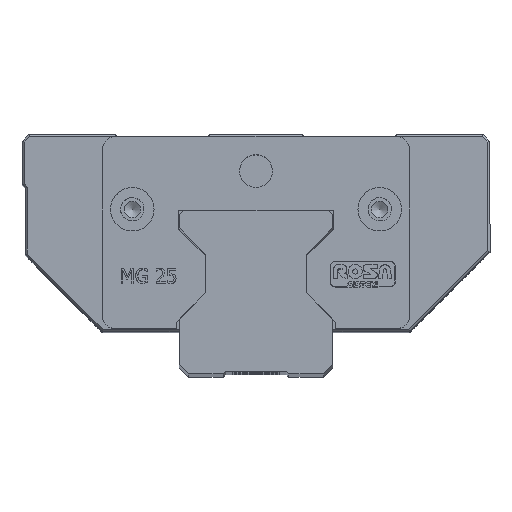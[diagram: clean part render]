
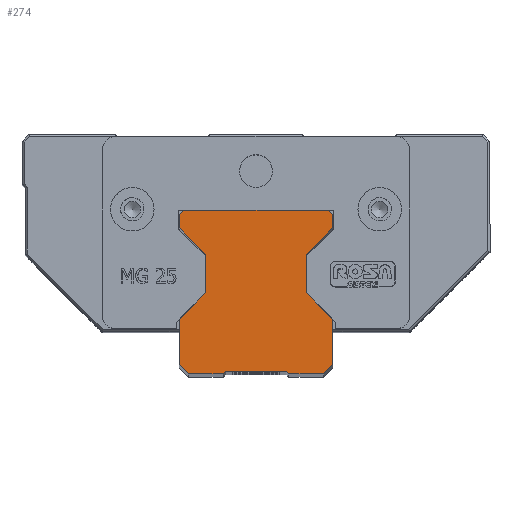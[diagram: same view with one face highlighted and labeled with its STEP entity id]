
A CAD part, top view. The second image highlights one B-rep face of the part: STEP entity #274.
In plain terms, the highlighted planar face has unit normal (0, 0, 1).
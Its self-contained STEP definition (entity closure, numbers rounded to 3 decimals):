
#107=CARTESIAN_POINT('',(2.364,2.444,298.));
#108=DIRECTION('',(0.0,0.0,1.0));
#109=DIRECTION('',(1.0,0.0,0.0));
#110=AXIS2_PLACEMENT_3D('',#107,#108,#109);
#111=PLANE('',#110);
#112=CARTESIAN_POINT('',(6.864,-9.694,298.));
#113=VERTEX_POINT('',#112);
#114=CARTESIAN_POINT('',(-2.136,-9.694,298.));
#115=VERTEX_POINT('',#114);
#116=CARTESIAN_POINT('',(6.864,-9.694,298.));
#117=DIRECTION('',(-1.0,0.0,0.0));
#118=VECTOR('',#117,9.0);
#119=LINE('',#116,#118);
#120=EDGE_CURVE('',#113,#115,#119,.T.);
#121=ORIENTED_EDGE('',*,*,#120,.F.);
#122=CARTESIAN_POINT('',(7.264,-10.094,298.));
#123=VERTEX_POINT('',#122);
#124=CARTESIAN_POINT('',(7.264,-10.094,298.));
#125=DIRECTION('',(-0.707,0.707,0.0));
#126=VECTOR('',#125,0.566);
#127=LINE('',#124,#126);
#128=EDGE_CURVE('',#123,#113,#127,.T.);
#129=ORIENTED_EDGE('',*,*,#128,.F.);
#130=CARTESIAN_POINT('',(12.464,-10.094,298.));
#131=VERTEX_POINT('',#130);
#132=CARTESIAN_POINT('',(12.464,-10.094,298.));
#133=DIRECTION('',(-1.0,0.0,0.0));
#134=VECTOR('',#133,5.2);
#135=LINE('',#132,#134);
#136=EDGE_CURVE('',#131,#123,#135,.T.);
#137=ORIENTED_EDGE('',*,*,#136,.F.);
#138=CARTESIAN_POINT('',(13.864,-8.694,298.));
#139=VERTEX_POINT('',#138);
#140=CARTESIAN_POINT('',(13.864,-8.694,298.));
#141=DIRECTION('',(-0.707,-0.707,0.0));
#142=VECTOR('',#141,1.98);
#143=LINE('',#140,#142);
#144=EDGE_CURVE('',#139,#131,#143,.T.);
#145=ORIENTED_EDGE('',*,*,#144,.F.);
#146=CARTESIAN_POINT('',(13.864,-1.947,298.));
#147=VERTEX_POINT('',#146);
#148=CARTESIAN_POINT('',(13.864,-1.947,298.));
#149=DIRECTION('',(0.0,-1.0,0.0));
#150=VECTOR('',#149,6.747);
#151=LINE('',#148,#150);
#152=EDGE_CURVE('',#147,#139,#151,.T.);
#153=ORIENTED_EDGE('',*,*,#152,.F.);
#154=CARTESIAN_POINT('',(9.864,2.053,298.));
#155=VERTEX_POINT('',#154);
#156=CARTESIAN_POINT('',(9.864,2.053,298.));
#157=DIRECTION('',(0.707,-0.707,0.0));
#158=VECTOR('',#157,5.657);
#159=LINE('',#156,#158);
#160=EDGE_CURVE('',#155,#147,#159,.T.);
#161=ORIENTED_EDGE('',*,*,#160,.F.);
#162=CARTESIAN_POINT('',(9.864,7.759,298.));
#163=VERTEX_POINT('',#162);
#164=CARTESIAN_POINT('',(9.864,7.759,298.));
#165=DIRECTION('',(0.0,-1.0,0.0));
#166=VECTOR('',#165,5.706);
#167=LINE('',#164,#166);
#168=EDGE_CURVE('',#163,#155,#167,.T.);
#169=ORIENTED_EDGE('',*,*,#168,.F.);
#170=CARTESIAN_POINT('',(13.864,11.759,298.));
#171=VERTEX_POINT('',#170);
#172=CARTESIAN_POINT('',(13.864,11.759,298.));
#173=DIRECTION('',(-0.707,-0.707,0.0));
#174=VECTOR('',#173,5.657);
#175=LINE('',#172,#174);
#176=EDGE_CURVE('',#171,#163,#175,.T.);
#177=ORIENTED_EDGE('',*,*,#176,.F.);
#178=CARTESIAN_POINT('',(13.864,13.706,298.));
#179=VERTEX_POINT('',#178);
#180=CARTESIAN_POINT('',(13.864,13.706,298.));
#181=DIRECTION('',(0.0,-1.0,0.0));
#182=VECTOR('',#181,1.947);
#183=LINE('',#180,#182);
#184=EDGE_CURVE('',#179,#171,#183,.T.);
#185=ORIENTED_EDGE('',*,*,#184,.F.);
#186=CARTESIAN_POINT('',(13.164,14.406,298.));
#187=VERTEX_POINT('',#186);
#188=CARTESIAN_POINT('',(13.164,14.406,298.));
#189=DIRECTION('',(0.707,-0.707,0.0));
#190=VECTOR('',#189,0.99);
#191=LINE('',#188,#190);
#192=EDGE_CURVE('',#187,#179,#191,.T.);
#193=ORIENTED_EDGE('',*,*,#192,.F.);
#194=CARTESIAN_POINT('',(-8.436,14.406,298.));
#195=VERTEX_POINT('',#194);
#196=CARTESIAN_POINT('',(-8.436,14.406,298.));
#197=DIRECTION('',(1.0,0.0,0.0));
#198=VECTOR('',#197,21.6);
#199=LINE('',#196,#198);
#200=EDGE_CURVE('',#195,#187,#199,.T.);
#201=ORIENTED_EDGE('',*,*,#200,.F.);
#202=CARTESIAN_POINT('',(-9.136,13.706,298.));
#203=VERTEX_POINT('',#202);
#204=CARTESIAN_POINT('',(-9.136,13.706,298.));
#205=DIRECTION('',(0.707,0.707,0.0));
#206=VECTOR('',#205,0.99);
#207=LINE('',#204,#206);
#208=EDGE_CURVE('',#203,#195,#207,.T.);
#209=ORIENTED_EDGE('',*,*,#208,.F.);
#210=CARTESIAN_POINT('',(-9.136,11.759,298.));
#211=VERTEX_POINT('',#210);
#212=CARTESIAN_POINT('',(-9.136,11.759,298.));
#213=DIRECTION('',(0.0,1.0,0.0));
#214=VECTOR('',#213,1.947);
#215=LINE('',#212,#214);
#216=EDGE_CURVE('',#211,#203,#215,.T.);
#217=ORIENTED_EDGE('',*,*,#216,.F.);
#218=CARTESIAN_POINT('',(-5.136,7.759,298.));
#219=VERTEX_POINT('',#218);
#220=CARTESIAN_POINT('',(-5.136,7.759,298.));
#221=DIRECTION('',(-0.707,0.707,0.0));
#222=VECTOR('',#221,5.657);
#223=LINE('',#220,#222);
#224=EDGE_CURVE('',#219,#211,#223,.T.);
#225=ORIENTED_EDGE('',*,*,#224,.F.);
#226=CARTESIAN_POINT('',(-5.136,2.053,298.));
#227=VERTEX_POINT('',#226);
#228=CARTESIAN_POINT('',(-5.136,2.053,298.));
#229=DIRECTION('',(0.0,1.0,0.0));
#230=VECTOR('',#229,5.706);
#231=LINE('',#228,#230);
#232=EDGE_CURVE('',#227,#219,#231,.T.);
#233=ORIENTED_EDGE('',*,*,#232,.F.);
#234=CARTESIAN_POINT('',(-9.136,-1.947,298.));
#235=VERTEX_POINT('',#234);
#236=CARTESIAN_POINT('',(-9.136,-1.947,298.));
#237=DIRECTION('',(0.707,0.707,0.0));
#238=VECTOR('',#237,5.657);
#239=LINE('',#236,#238);
#240=EDGE_CURVE('',#235,#227,#239,.T.);
#241=ORIENTED_EDGE('',*,*,#240,.F.);
#242=CARTESIAN_POINT('',(-9.136,-8.694,298.));
#243=VERTEX_POINT('',#242);
#244=CARTESIAN_POINT('',(-9.136,-8.694,298.));
#245=DIRECTION('',(0.0,1.0,0.0));
#246=VECTOR('',#245,6.747);
#247=LINE('',#244,#246);
#248=EDGE_CURVE('',#243,#235,#247,.T.);
#249=ORIENTED_EDGE('',*,*,#248,.F.);
#250=CARTESIAN_POINT('',(-7.736,-10.094,298.));
#251=VERTEX_POINT('',#250);
#252=CARTESIAN_POINT('',(-7.736,-10.094,298.));
#253=DIRECTION('',(-0.707,0.707,0.0));
#254=VECTOR('',#253,1.98);
#255=LINE('',#252,#254);
#256=EDGE_CURVE('',#251,#243,#255,.T.);
#257=ORIENTED_EDGE('',*,*,#256,.F.);
#258=CARTESIAN_POINT('',(-2.536,-10.094,298.));
#259=VERTEX_POINT('',#258);
#260=CARTESIAN_POINT('',(-2.536,-10.094,298.));
#261=DIRECTION('',(-1.0,0.0,0.0));
#262=VECTOR('',#261,5.2);
#263=LINE('',#260,#262);
#264=EDGE_CURVE('',#259,#251,#263,.T.);
#265=ORIENTED_EDGE('',*,*,#264,.F.);
#266=CARTESIAN_POINT('',(-2.136,-9.694,298.));
#267=DIRECTION('',(-0.707,-0.707,0.0));
#268=VECTOR('',#267,0.566);
#269=LINE('',#266,#268);
#270=EDGE_CURVE('',#115,#259,#269,.T.);
#271=ORIENTED_EDGE('',*,*,#270,.F.);
#272=EDGE_LOOP('',(#121,#129,#137,#145,#153,#161,#169,#177,#185,#193,#201,#209,#217,#225,#233,#241,#249,#257,#265,#271));
#273=FACE_OUTER_BOUND('',#272,.T.);
#274=ADVANCED_FACE('',(#273),#111,.T.);
